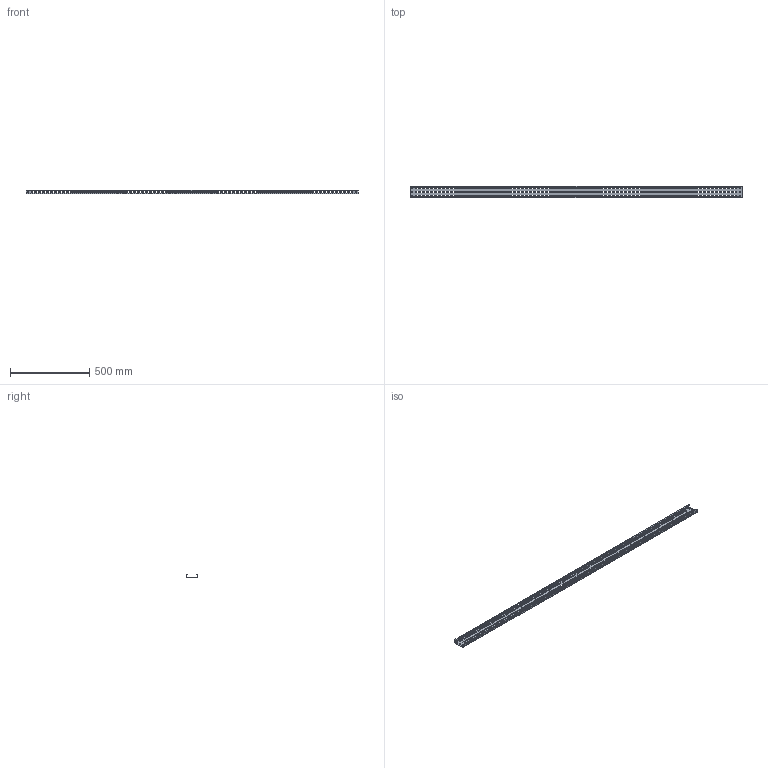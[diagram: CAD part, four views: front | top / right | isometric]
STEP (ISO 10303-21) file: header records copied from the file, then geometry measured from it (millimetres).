
FILE_DESCRIPTION (( 'STEP AP203' ), '1' );
FILE_NAME ('AC00C284.step', '2011-01-20T13:27:55', ( 'User' ), ( 'DKC' ), 'SwSTEP 2.0', 'SolidWorks 2010', '' );
FILE_SCHEMA (( 'CONFIG_CONTROL_DESIGN' ));
Length unit declared in the file: millimetre
Products named in the file (1): AC00C284
Bounding box: 2097 x 75 x 25.01 mm (x, y, z)
Volume: 366251.8 mm3; surface area: 525523.4 mm2
Topology: 1 solids, 1 shells, 2514 faces, 7508 edges, 4996 vertices
Faces by surface type: plane 1658, cylinder 856
Entity records: 87761 total; most frequent: CARTESIAN_POINT 15019, ORIENTED_EDGE 15016, DIRECTION 14254, EDGE_CURVE 7508, LINE 5792, VECTOR 5792, VERTEX_POINT 4996, AXIS2_PLACEMENT_3D 4231
